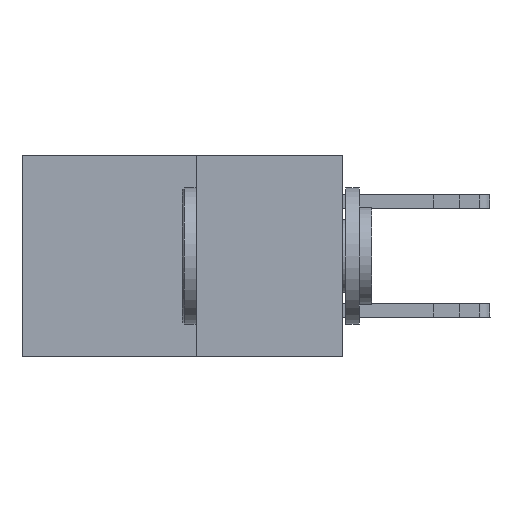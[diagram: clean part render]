
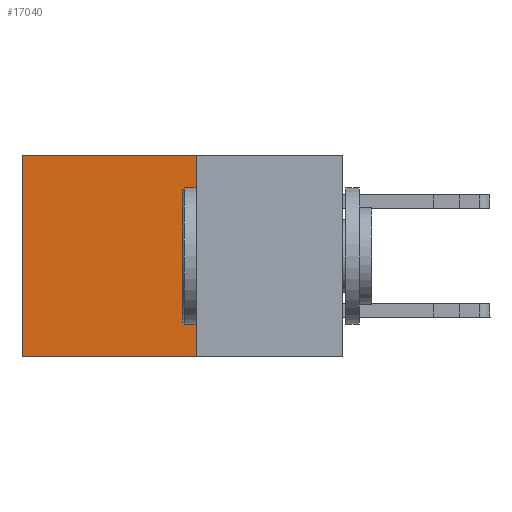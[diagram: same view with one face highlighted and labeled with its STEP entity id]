
A CAD part, left-side view. The second image highlights one B-rep face of the part: STEP entity #17040.
In plain terms, the highlighted planar face has unit normal (-1, 0, 0).
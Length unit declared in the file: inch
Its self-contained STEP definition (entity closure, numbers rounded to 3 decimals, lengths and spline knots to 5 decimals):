
#777 = VERTEX_POINT ( 'NONE', #3695 ) ;
#804 = EDGE_CURVE ( 'NONE', #3908, #23448, #19483, .T. ) ;
#1261 = CARTESIAN_POINT ( 'NONE',  ( 0.277, 0.59, -0.37 ) ) ;
#1549 = LINE ( 'NONE', #27408, #17881 ) ;
#2452 = AXIS2_PLACEMENT_3D ( 'NONE', #15106, #21506, #8777 ) ;
#3695 = CARTESIAN_POINT ( 'NONE',  ( 0.277, 0.27, 0. ) ) ;
#3908 = VERTEX_POINT ( 'NONE', #6298 ) ;
#4744 = VERTEX_POINT ( 'NONE', #19924 ) ;
#5691 = EDGE_CURVE ( 'NONE', #4744, #23448, #26128, .T. ) ;
#6003 = ORIENTED_EDGE ( 'NONE', *, *, #24567, .F. ) ;
#6185 = CARTESIAN_POINT ( 'NONE',  ( 0.277, 0.27, -0.37 ) ) ;
#6298 = CARTESIAN_POINT ( 'NONE',  ( 0.277, 0.59, 0. ) ) ;
#7304 = ORIENTED_EDGE ( 'NONE', *, *, #804, .T. ) ;
#8777 = DIRECTION ( 'NONE',  ( 0., 0., -1. ) ) ;
#9602 = LINE ( 'NONE', #6185, #11266 ) ;
#10020 = CARTESIAN_POINT ( 'NONE',  ( 0.277, 0.27, -0.37 ) ) ;
#10257 = DIRECTION ( 'NONE',  ( 0., 0., -1. ) ) ;
#11266 = VECTOR ( 'NONE', #23147, 39.37008 ) ;
#12161 = DIRECTION ( 'NONE',  ( 0., 1., 0. ) ) ;
#13167 = VECTOR ( 'NONE', #10257, 39.37008 ) ;
#14127 = EDGE_LOOP ( 'NONE', ( #7304, #17626, #6003, #26572 ) ) ;
#14881 = VECTOR ( 'NONE', #12161, 39.37008 ) ;
#15106 = CARTESIAN_POINT ( 'NONE',  ( 0.277, 0.27, -0.37 ) ) ;
#15640 = FACE_OUTER_BOUND ( 'NONE', #14127, .T. ) ;
#16879 = DIRECTION ( 'NONE',  ( 0., 1., 0. ) ) ;
#17040 = ADVANCED_FACE ( 'NONE', ( #15640 ), #19373, .F. ) ;
#17626 = ORIENTED_EDGE ( 'NONE', *, *, #5691, .F. ) ;
#17881 = VECTOR ( 'NONE', #16879, 39.37008 ) ;
#18874 = EDGE_CURVE ( 'NONE', #777, #3908, #1549, .T. ) ;
#19373 = PLANE ( 'NONE',  #2452 ) ;
#19483 = LINE ( 'NONE', #1261, #13167 ) ;
#19924 = CARTESIAN_POINT ( 'NONE',  ( 0.277, 0.27, -0.37 ) ) ;
#21506 = DIRECTION ( 'NONE',  ( 1., 0., 0. ) ) ;
#23147 = DIRECTION ( 'NONE',  ( 0., 0., -1. ) ) ;
#23448 = VERTEX_POINT ( 'NONE', #23858 ) ;
#23858 = CARTESIAN_POINT ( 'NONE',  ( 0.277, 0.59, -0.37 ) ) ;
#24567 = EDGE_CURVE ( 'NONE', #777, #4744, #9602, .T. ) ;
#26128 = LINE ( 'NONE', #10020, #14881 ) ;
#26572 = ORIENTED_EDGE ( 'NONE', *, *, #18874, .T. ) ;
#27408 = CARTESIAN_POINT ( 'NONE',  ( 0.277, 0.27, 0. ) ) ;
